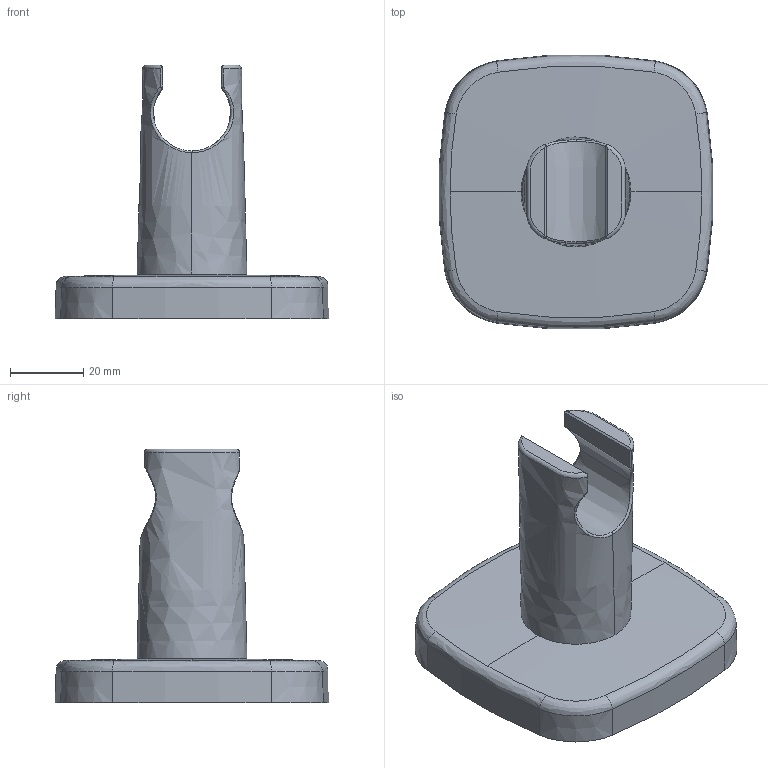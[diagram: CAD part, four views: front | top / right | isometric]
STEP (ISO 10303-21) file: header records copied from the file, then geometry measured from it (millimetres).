
FILE_DESCRIPTION (( 'STEP AP203' ), '1' );
FILE_NAME ('251300(2017)+44440183.STEP', '2017-03-21T11:57:12', ( '' ), ( '' ), 'SwSTEP 2.0', 'SolidWorks 2016', '' );
FILE_SCHEMA (( 'CONFIG_CONTROL_DESIGN' ));
Length unit declared in the file: millimetre
Products named in the file (1): 251300(2017)+44440183
Bounding box: 74.62 x 74.62 x 69.24 mm (x, y, z)
Volume: 86967.7 mm3; surface area: 18620.6 mm2
Topology: 1 solids, 1 shells, 44 faces, 113 edges, 73 vertices
Faces by surface type: bspline 20, cone 11, plane 9, sphere 2, cylinder 2
Entity records: 3144 total; most frequent: CARTESIAN_POINT 2188, ORIENTED_EDGE 226, DIRECTION 117, EDGE_CURVE 113, VERTEX_POINT 73, B_SPLINE_CURVE_WITH_KNOTS 69, AXIS2_PLACEMENT_3D 49, EDGE_LOOP 46
